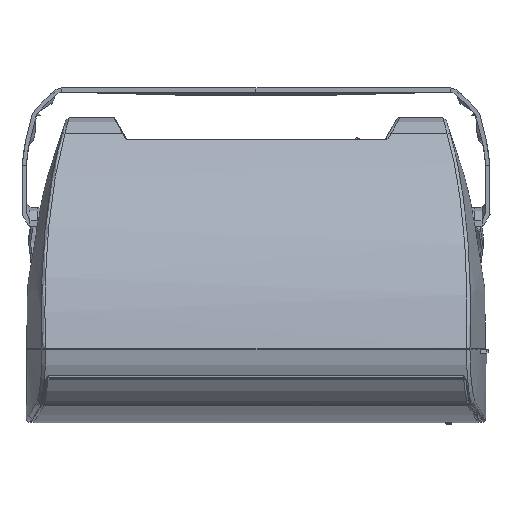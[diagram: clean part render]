
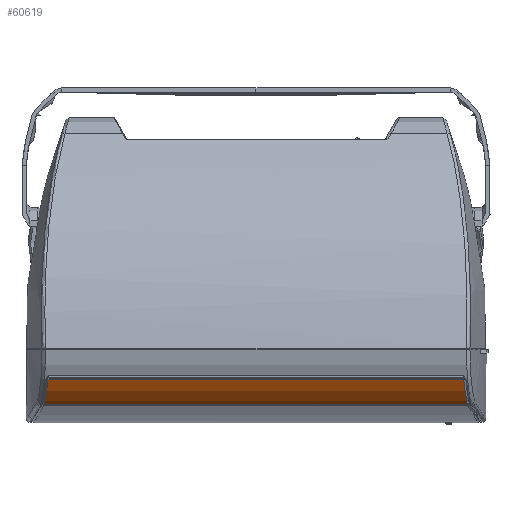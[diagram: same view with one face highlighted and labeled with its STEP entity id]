
A CAD part, left-side view. The second image highlights one B-rep face of the part: STEP entity #60619.
In plain terms, the highlighted cylindrical face has radius 62.5 mm (diameter 125 mm), a partial arc.
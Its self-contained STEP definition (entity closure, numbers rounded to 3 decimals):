
#2032 = ORIENTED_EDGE ( 'NONE', *, *, #173007, .T. ) ;
#6770 = CARTESIAN_POINT ( 'NONE',  ( -121.804, 173.068, 35.942 ) ) ;
#8504 = CARTESIAN_POINT ( 'NONE',  ( -66.651, -362., 65.343 ) ) ;
#8945 = CARTESIAN_POINT ( 'NONE',  ( -115.321, -173.929, 26.131 ) ) ;
#13783 = EDGE_CURVE ( 'NONE', #16644, #158815, #72473, .T. ) ;
#14221 = CARTESIAN_POINT ( 'NONE',  ( -103.744, -175.828, 15.04 ) ) ;
#16644 = VERTEX_POINT ( 'NONE', #81804 ) ;
#21859 = CARTESIAN_POINT ( 'NONE',  ( -115.484, 174.107, 26.335 ) ) ;
#22801 = CARTESIAN_POINT ( 'NONE',  ( -115.991, 174.025, 26.976 ) ) ;
#32055 = CARTESIAN_POINT ( 'NONE',  ( -107.431, -175.188, 17.979 ) ) ;
#34208 = CARTESIAN_POINT ( 'NONE',  ( -116.525, 173.937, 27.669 ) ) ;
#34588 = ORIENTED_EDGE ( 'NONE', *, *, #149896, .T. ) ;
#34926 = EDGE_LOOP ( 'NONE', ( #167746, #2032, #118883, #116309, #34588, #110387 ) ) ;
#35336 = B_SPLINE_CURVE_WITH_KNOTS ( 'NONE', 3,
 ( #79942, #184862, #138571, #170692, #124349, #95982, #53385, #126226, #140467, #8945, #183936, #40103, #65706, #96917, #151840, #94112, #153696 ),
 .UNSPECIFIED., .F., .F.,
 ( 4, 2, 2, 1, 1, 1, 1, 1, 2, 2, 4 ),
 ( 0., 0.25, 0.375, 0.438, 0.469, 0.484, 0.492, 0.496, 0.498, 0.5, 1. ),
 .UNSPECIFIED. ) ;
#37011 = CARTESIAN_POINT ( 'NONE',  ( -115.719, 174.069, 26.631 ) ) ;
#40103 = CARTESIAN_POINT ( 'NONE',  ( -115.409, -173.915, 26.242 ) ) ;
#48405 = CARTESIAN_POINT ( 'NONE',  ( -115.454, 174.112, 26.297 ) ) ;
#49360 = CARTESIAN_POINT ( 'NONE',  ( -115.582, 174.091, 26.458 ) ) ;
#53385 = CARTESIAN_POINT ( 'NONE',  ( -114.432, -174.074, 25.049 ) ) ;
#55512 = LINE ( 'NONE', #128378, #175094 ) ;
#60619 = ADVANCED_FACE ( 'NONE', ( #94623 ), #122987, .T. ) ;
#63528 = CARTESIAN_POINT ( 'NONE',  ( -119.978, 173.37, 32.69 ) ) ;
#64472 = CARTESIAN_POINT ( 'NONE',  ( -120.937, 173.211, 34.316 ) ) ;
#65706 = CARTESIAN_POINT ( 'NONE',  ( -115.427, -173.912, 26.264 ) ) ;
#66348 = CARTESIAN_POINT ( 'NONE',  ( -116.969, 173.865, 28.267 ) ) ;
#68968 = DIRECTION ( 'NONE',  ( 0., 1., 0. ) ) ;
#72473 = B_SPLINE_CURVE_WITH_KNOTS ( 'NONE', 3,
 ( #184101, #112219, #156653, #155755 ),
 .UNSPECIFIED., .F., .F.,
 ( 4, 4 ),
 ( 0., 1. ),
 .UNSPECIFIED. ) ;
#79942 = CARTESIAN_POINT ( 'NONE',  ( -107.431, -175.188, 17.979 ) ) ;
#80586 = CARTESIAN_POINT ( 'NONE',  ( -107.431, 175.392, 17.98 ) ) ;
#81269 = CARTESIAN_POINT ( 'NONE',  ( -105.057, -175.604, 16.008 ) ) ;
#81804 = CARTESIAN_POINT ( 'NONE',  ( -107.431, 175.392, 17.98 ) ) ;
#82238 = LINE ( 'NONE', #168333, #89263 ) ;
#82324 = CARTESIAN_POINT ( 'NONE',  ( -121.804, 173.068, 35.942 ) ) ;
#85082 = AXIS2_PLACEMENT_3D ( 'NONE', #8504, #129288, #99960 ) ;
#89263 = VECTOR ( 'NONE', #68968, 1000. ) ;
#90079 = B_SPLINE_CURVE_WITH_KNOTS ( 'NONE', 3,
 ( #121023, #81269, #141777, #124751 ),
 .UNSPECIFIED., .F., .F.,
 ( 4, 4 ),
 ( 0., 1. ),
 .UNSPECIFIED. ) ;
#94112 = CARTESIAN_POINT ( 'NONE',  ( -120.073, -173.15, 32.695 ) ) ;
#94623 = FACE_OUTER_BOUND ( 'NONE', #34926, .T. ) ;
#95982 = CARTESIAN_POINT ( 'NONE',  ( -113.98, -174.147, 24.52 ) ) ;
#96067 = CARTESIAN_POINT ( 'NONE',  ( -121.804, -172.863, 35.942 ) ) ;
#96917 = CARTESIAN_POINT ( 'NONE',  ( -115.435, -173.911, 26.274 ) ) ;
#97245 = EDGE_CURVE ( 'NONE', #138492, #158815, #82238, .T. ) ;
#98107 = CARTESIAN_POINT ( 'NONE',  ( -103.744, 176.031, 15.04 ) ) ;
#99960 = DIRECTION ( 'NONE',  ( 0., 0., -1. ) ) ;
#104679 = EDGE_CURVE ( 'NONE', #152612, #170055, #35336, .T. ) ;
#107103 = CARTESIAN_POINT ( 'NONE',  ( -113.174, 174.483, 23.449 ) ) ;
#110387 = ORIENTED_EDGE ( 'NONE', *, *, #104679, .T. ) ;
#112219 = CARTESIAN_POINT ( 'NONE',  ( -106.275, 175.595, 16.984 ) ) ;
#116309 = ORIENTED_EDGE ( 'NONE', *, *, #97245, .F. ) ;
#118883 = ORIENTED_EDGE ( 'NONE', *, *, #13783, .T. ) ;
#121023 = CARTESIAN_POINT ( 'NONE',  ( -103.744, -175.828, 15.04 ) ) ;
#122211 = CARTESIAN_POINT ( 'NONE',  ( -110.517, 174.909, 20.636 ) ) ;
#122987 = CYLINDRICAL_SURFACE ( 'NONE', #85082, 62.5 ) ;
#124047 = CARTESIAN_POINT ( 'NONE',  ( -115.465, 174.11, 26.311 ) ) ;
#124349 = CARTESIAN_POINT ( 'NONE',  ( -113.056, -174.296, 23.465 ) ) ;
#124751 = CARTESIAN_POINT ( 'NONE',  ( -107.431, -175.188, 17.979 ) ) ;
#126226 = CARTESIAN_POINT ( 'NONE',  ( -114.944, -173.991, 25.667 ) ) ;
#128378 = CARTESIAN_POINT ( 'NONE',  ( -121.804, -362., 35.942 ) ) ;
#129288 = DIRECTION ( 'NONE',  ( 0., -1., 0. ) ) ;
#135464 = CARTESIAN_POINT ( 'NONE',  ( -117.837, 173.723, 29.465 ) ) ;
#138492 = VERTEX_POINT ( 'NONE', #14221 ) ;
#138571 = CARTESIAN_POINT ( 'NONE',  ( -110.415, -174.719, 20.68 ) ) ;
#140467 = CARTESIAN_POINT ( 'NONE',  ( -115.196, -173.95, 25.976 ) ) ;
#141777 = CARTESIAN_POINT ( 'NONE',  ( -106.284, -175.391, 16.992 ) ) ;
#149896 = EDGE_CURVE ( 'NONE', #138492, #152612, #90079, .T. ) ;
#151538 = CARTESIAN_POINT ( 'NONE',  ( -115.514, 174.102, 26.372 ) ) ;
#151840 = CARTESIAN_POINT ( 'NONE',  ( -117.969, -173.498, 29.44 ) ) ;
#152612 = VERTEX_POINT ( 'NONE', #32055 ) ;
#153409 = CARTESIAN_POINT ( 'NONE',  ( -118.391, 173.632, 30.269 ) ) ;
#153696 = CARTESIAN_POINT ( 'NONE',  ( -121.804, -172.863, 35.942 ) ) ;
#155755 = CARTESIAN_POINT ( 'NONE',  ( -103.744, 176.031, 15.04 ) ) ;
#156653 = CARTESIAN_POINT ( 'NONE',  ( -105.047, 175.808, 16.001 ) ) ;
#158630 = DIRECTION ( 'NONE',  ( 0., 1., 0. ) ) ;
#158815 = VERTEX_POINT ( 'NONE', #98107 ) ;
#167746 = ORIENTED_EDGE ( 'NONE', *, *, #179967, .T. ) ;
#168333 = CARTESIAN_POINT ( 'NONE',  ( -103.744, -362., 15.04 ) ) ;
#170055 = VERTEX_POINT ( 'NONE', #96067 ) ;
#170692 = CARTESIAN_POINT ( 'NONE',  ( -112.415, -174.399, 22.765 ) ) ;
#173007 = EDGE_CURVE ( 'NONE', #175286, #16644, #185385, .T. ) ;
#175094 = VECTOR ( 'NONE', #158630, 1000. ) ;
#175286 = VERTEX_POINT ( 'NONE', #82324 ) ;
#179967 = EDGE_CURVE ( 'NONE', #170055, #175286, #55512, .T. ) ;
#183936 = CARTESIAN_POINT ( 'NONE',  ( -115.383, -173.919, 26.209 ) ) ;
#184101 = CARTESIAN_POINT ( 'NONE',  ( -107.431, 175.392, 17.98 ) ) ;
#184862 = CARTESIAN_POINT ( 'NONE',  ( -108.977, -174.946, 19.311 ) ) ;
#185385 = B_SPLINE_CURVE_WITH_KNOTS ( 'NONE', 3,
 ( #6770, #64472, #63528, #153409, #135464, #66348, #34208, #22801, #37011, #49360, #151538, #21859, #124047, #48405, #107103, #122211, #80586 ),
 .UNSPECIFIED., .F., .F.,
 ( 4, 2, 2, 1, 1, 1, 1, 1, 2, 2, 4 ),
 ( 0., 0.25, 0.375, 0.437, 0.469, 0.484, 0.492, 0.496, 0.498, 0.5, 1. ),
 .UNSPECIFIED. ) ;
